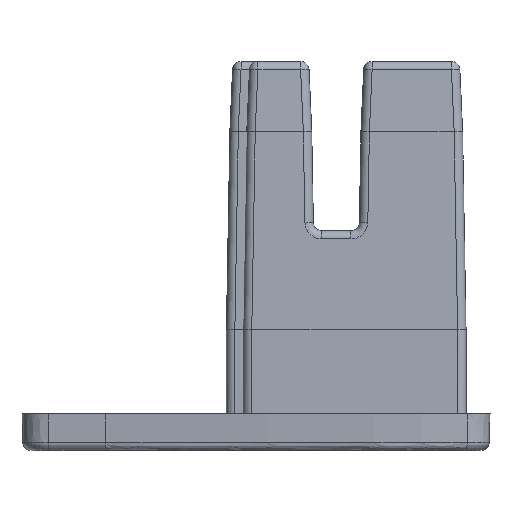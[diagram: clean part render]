
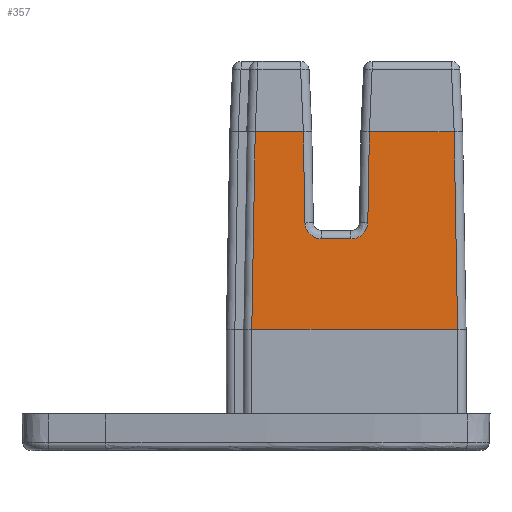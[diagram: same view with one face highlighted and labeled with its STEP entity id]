
A CAD part, left-side view. The second image highlights one B-rep face of the part: STEP entity #357.
In plain terms, the highlighted planar face has unit normal (-1, 0, 0.018).
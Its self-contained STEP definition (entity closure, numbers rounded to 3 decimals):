
#19 = EDGE_CURVE ( 'NONE', #3401, #3367, #3845, .T. ) ;
#46 = EDGE_CURVE ( 'NONE', #3399, #3418, #3896, .T. ) ;
#47 = EDGE_CURVE ( 'NONE', #3387, #3365, #3876, .T. ) ;
#52 = EDGE_CURVE ( 'NONE', #3406, #3379, #3930, .T. ) ;
#58 = EDGE_CURVE ( 'NONE', #3365, #3405, #3900, .T. ) ;
#61 = EDGE_CURVE ( 'NONE', #3399, #3367, #4668, .T. ) ;
#357 = ADVANCED_FACE ( 'NONE', ( #1766 ), #1805, .T. ) ;
#492 = EDGE_CURVE ( 'NONE', #3412, #3379, #1027, .T. ) ;
#515 = EDGE_CURVE ( 'NONE', #3401, #3385, #4657, .T. ) ;
#519 = EDGE_CURVE ( 'NONE', #3357, #3387, #1127, .T. ) ;
#521 = EDGE_CURVE ( 'NONE', #3406, #3385, #1119, .T. ) ;
#523 = EDGE_CURVE ( 'NONE', #3405, #3412, #1110, .T. ) ;
#525 = EDGE_CURVE ( 'NONE', #3357, #3418, #1202, .T. ) ;
#585 = VECTOR ( 'NONE', #3851, 1000. ) ;
#628 = VECTOR ( 'NONE', #3945, 1000. ) ;
#641 = VECTOR ( 'NONE', #3882, 1000. ) ;
#645 = VECTOR ( 'NONE', #3934, 1000. ) ;
#667 = VECTOR ( 'NONE', #3872, 1000. ) ;
#1027 = LINE ( 'NONE', #1028, #5035 ) ;
#1028 = CARTESIAN_POINT ( 'NONE',  ( -242.3, -19.656, -33.142 ) ) ;
#1038 = DIRECTION ( 'NONE',  ( 0.017, 0.017, 1. ) ) ;
#1110 = LINE ( 'NONE', #1126, #5125 ) ;
#1117 = CARTESIAN_POINT ( 'NONE',  ( -242.245, -16.169, -29.951 ) ) ;
#1118 = CARTESIAN_POINT ( 'NONE',  ( -242.234, -16.426, -29.353 ) ) ;
#1119 = LINE ( 'NONE', #1131, #5097 ) ;
#1122 = CARTESIAN_POINT ( 'NONE',  ( -242.24, -16.419, -29.705 ) ) ;
#1125 = DIRECTION ( 'NONE',  ( -0.017, 0.017, -1. ) ) ;
#1126 = CARTESIAN_POINT ( 'NONE',  ( -242.301, -30.384, -33.205 ) ) ;
#1127 = LINE ( 'NONE', #1130, #5117 ) ;
#1128 = DIRECTION ( 'NONE',  ( 0., -1., 0. ) ) ;
#1130 = CARTESIAN_POINT ( 'NONE',  ( -242.3, -12.249, -33.138 ) ) ;
#1131 = CARTESIAN_POINT ( 'NONE',  ( -242.302, -16.358, -33.21 ) ) ;
#1133 = CARTESIAN_POINT ( 'NONE',  ( -242.245, -15.817, -29.951 ) ) ;
#1142 = DIRECTION ( 'NONE',  ( -0.017, 0.017, -1. ) ) ;
#1160 = CARTESIAN_POINT ( 'NONE',  ( -242.177, -12.372, -26.1 ) ) ;
#1179 = CARTESIAN_POINT ( 'NONE',  ( -242.301, -12.248, -33.205 ) ) ;
#1183 = CARTESIAN_POINT ( 'NONE',  ( -242.245, -14.769, -29.951 ) ) ;
#1186 = DIRECTION ( 'NONE',  ( 0., -1., 0. ) ) ;
#1198 = CARTESIAN_POINT ( 'NONE',  ( -242.177, -11.943, -26.1 ) ) ;
#1202 = LINE ( 'NONE', #1198, #5100 ) ;
#1217 = CARTESIAN_POINT ( 'NONE',  ( -242.177, -14.103, -26.1 ) ) ;
#1222 = CARTESIAN_POINT ( 'NONE',  ( -242.177, -19.533, -26.1 ) ) ;
#1242 = CARTESIAN_POINT ( 'NONE',  ( -242.301, -19.657, -33.205 ) ) ;
#1246 = CARTESIAN_POINT ( 'NONE',  ( -242.301, -12.248, -33.205 ) ) ;
#1249 = CARTESIAN_POINT ( 'NONE',  ( -242.234, -14.16, -29.353 ) ) ;
#1267 = CARTESIAN_POINT ( 'NONE',  ( -242.234, -16.426, -29.353 ) ) ;
#1269 = CARTESIAN_POINT ( 'NONE',  ( -242.301, -19.657, -33.205 ) ) ;
#1270 = CARTESIAN_POINT ( 'NONE',  ( -242.177, -16.482, -26.1 ) ) ;
#1273 = CARTESIAN_POINT ( 'NONE',  ( -242.245, -15.817, -29.951 ) ) ;
#1766 = FACE_OUTER_BOUND ( 'NONE', #3563, .T. ) ;
#1768 = DIRECTION ( 'NONE',  ( 0.017, 0., 1. ) ) ;
#1801 = DIRECTION ( 'NONE',  ( -1., 0., 0.017 ) ) ;
#1805 = PLANE ( 'NONE',  #4926 ) ;
#1813 = CARTESIAN_POINT ( 'NONE',  ( -242.301, -16.054, -33.205 ) ) ;
#2621 = ORIENTED_EDGE ( 'NONE', *, *, #525, .F. ) ;
#2662 = ORIENTED_EDGE ( 'NONE', *, *, #519, .T. ) ;
#2665 = ORIENTED_EDGE ( 'NONE', *, *, #521, .T. ) ;
#2671 = ORIENTED_EDGE ( 'NONE', *, *, #58, .T. ) ;
#2677 = ORIENTED_EDGE ( 'NONE', *, *, #47, .T. ) ;
#2679 = ORIENTED_EDGE ( 'NONE', *, *, #19, .T. ) ;
#2683 = ORIENTED_EDGE ( 'NONE', *, *, #52, .F. ) ;
#2691 = ORIENTED_EDGE ( 'NONE', *, *, #523, .T. ) ;
#2704 = ORIENTED_EDGE ( 'NONE', *, *, #46, .T. ) ;
#2715 = ORIENTED_EDGE ( 'NONE', *, *, #515, .F. ) ;
#2736 = ORIENTED_EDGE ( 'NONE', *, *, #61, .F. ) ;
#2759 = ORIENTED_EDGE ( 'NONE', *, *, #492, .T. ) ;
#3357 = VERTEX_POINT ( 'NONE', #1160 ) ;
#3365 = VERTEX_POINT ( 'NONE', #1179 ) ;
#3367 = VERTEX_POINT ( 'NONE', #1183 ) ;
#3379 = VERTEX_POINT ( 'NONE', #1222 ) ;
#3385 = VERTEX_POINT ( 'NONE', #1267 ) ;
#3387 = VERTEX_POINT ( 'NONE', #1246 ) ;
#3399 = VERTEX_POINT ( 'NONE', #1249 ) ;
#3401 = VERTEX_POINT ( 'NONE', #1273 ) ;
#3405 = VERTEX_POINT ( 'NONE', #1269 ) ;
#3406 = VERTEX_POINT ( 'NONE', #1270 ) ;
#3412 = VERTEX_POINT ( 'NONE', #1242 ) ;
#3418 = VERTEX_POINT ( 'NONE', #1217 ) ;
#3563 = EDGE_LOOP ( 'NONE', ( #2621, #2662, #2677, #2671, #2691, #2759, #2683, #2665, #2715, #2679, #2736, #2704 ) ) ;
#3820 = CARTESIAN_POINT ( 'NONE',  ( -242.245, -14.469, -29.951 ) ) ;
#3845 = LINE ( 'NONE', #3820, #585 ) ;
#3851 = DIRECTION ( 'NONE',  ( 0., 1., 0. ) ) ;
#3872 = DIRECTION ( 'NONE',  ( 0.017, 0.017, 1. ) ) ;
#3876 = LINE ( 'NONE', #3881, #641 ) ;
#3881 = CARTESIAN_POINT ( 'NONE',  ( -242.301, -30.384, -33.205 ) ) ;
#3882 = DIRECTION ( 'NONE',  ( 0., -1., 0. ) ) ;
#3889 = CARTESIAN_POINT ( 'NONE',  ( -242.302, -14.228, -33.237 ) ) ;
#3896 = LINE ( 'NONE', #3889, #667 ) ;
#3900 = LINE ( 'NONE', #3907, #628 ) ;
#3907 = CARTESIAN_POINT ( 'NONE',  ( -242.301, -30.384, -33.205 ) ) ;
#3910 = CARTESIAN_POINT ( 'NONE',  ( -242.245, -14.769, -29.951 ) ) ;
#3925 = CARTESIAN_POINT ( 'NONE',  ( -242.177, -16.054, -26.1 ) ) ;
#3930 = LINE ( 'NONE', #3925, #645 ) ;
#3934 = DIRECTION ( 'NONE',  ( 0., -1., 0. ) ) ;
#3939 = CARTESIAN_POINT ( 'NONE',  ( -242.234, -14.16, -29.353 ) ) ;
#3941 = CARTESIAN_POINT ( 'NONE',  ( -242.245, -14.417, -29.951 ) ) ;
#3944 = CARTESIAN_POINT ( 'NONE',  ( -242.24, -14.166, -29.705 ) ) ;
#3945 = DIRECTION ( 'NONE',  ( 0., -1., 0. ) ) ;
#4657 =( BOUNDED_CURVE ( )  B_SPLINE_CURVE ( 3, ( #1133, #1117, #1122, #1118 ),
 .UNSPECIFIED., .F., .T. ) 
 B_SPLINE_CURVE_WITH_KNOTS ( ( 4, 4 ),
 ( 3.142, 4.695 ),
 .UNSPECIFIED. ) 
 CURVE ( )  GEOMETRIC_REPRESENTATION_ITEM ( )  RATIONAL_B_SPLINE_CURVE ( ( 1., 0.809, 0.809, 1. ) ) 
 REPRESENTATION_ITEM ( '' )  );
#4668 =( BOUNDED_CURVE ( )  B_SPLINE_CURVE ( 3, ( #3939, #3944, #3941, #3910 ),
 .UNSPECIFIED., .F., .T. ) 
 B_SPLINE_CURVE_WITH_KNOTS ( ( 4, 4 ),
 ( 4.73, 6.283 ),
 .UNSPECIFIED. ) 
 CURVE ( )  GEOMETRIC_REPRESENTATION_ITEM ( )  RATIONAL_B_SPLINE_CURVE ( ( 1., 0.809, 0.809, 1. ) ) 
 REPRESENTATION_ITEM ( '' )  );
#4926 = AXIS2_PLACEMENT_3D ( 'NONE', #1813, #1801, #1768 ) ;
#5035 = VECTOR ( 'NONE', #1038, 1000. ) ;
#5097 = VECTOR ( 'NONE', #1125, 1000. ) ;
#5100 = VECTOR ( 'NONE', #1186, 1000. ) ;
#5117 = VECTOR ( 'NONE', #1142, 1000. ) ;
#5125 = VECTOR ( 'NONE', #1128, 1000. ) ;
